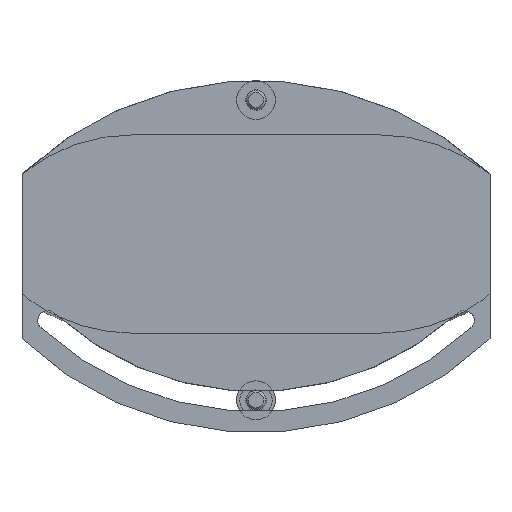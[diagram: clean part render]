
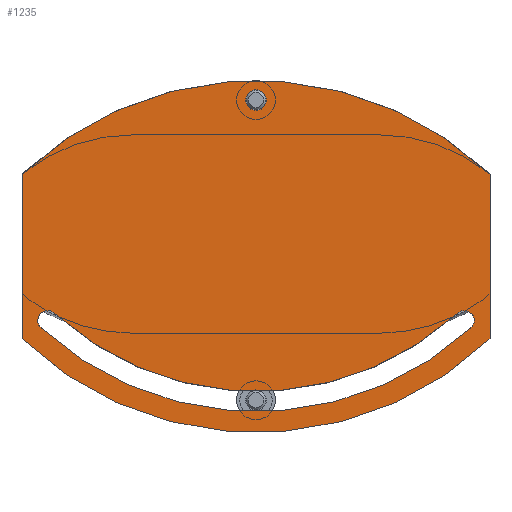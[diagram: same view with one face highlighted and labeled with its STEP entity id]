
A CAD part, top view. The second image highlights one B-rep face of the part: STEP entity #1235.
In plain terms, the highlighted planar face has unit normal (0, 0, 1).
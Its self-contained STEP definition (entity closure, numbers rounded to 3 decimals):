
#77 = AXIS2_PLACEMENT_3D ( 'NONE', #2404, #2631, #1085 ) ;
#87 = CARTESIAN_POINT ( 'NONE',  ( 72.5, 18.5, 250.5 ) ) ;
#146 = EDGE_LOOP ( 'NONE', ( #689, #1181 ) ) ;
#147 = VERTEX_POINT ( 'NONE', #2089 ) ;
#153 = ORIENTED_EDGE ( 'NONE', *, *, #2091, .T. ) ;
#155 = CARTESIAN_POINT ( 'NONE',  ( 0., 43.625, 250.5 ) ) ;
#164 = EDGE_CURVE ( 'NONE', #2187, #2500, #2480, .T. ) ;
#221 = CIRCLE ( 'NONE', #2330, 92.425 ) ;
#313 = AXIS2_PLACEMENT_3D ( 'NONE', #2163, #421, #1716 ) ;
#318 = VERTEX_POINT ( 'NONE', #1204 ) ;
#333 = CIRCLE ( 'NONE', #313, 3.1 ) ;
#342 = CARTESIAN_POINT ( 'NONE',  ( -3.1, 41.5, 250.5 ) ) ;
#397 = DIRECTION ( 'NONE',  ( -1., 0., 0. ) ) ;
#421 = DIRECTION ( 'NONE',  ( 0., 0., -1. ) ) ;
#431 = EDGE_LOOP ( 'NONE', ( #2704, #2569, #2157, #2384, #2204 ) ) ;
#496 = DIRECTION ( 'NONE',  ( 0., 0., 1. ) ) ;
#525 = ORIENTED_EDGE ( 'NONE', *, *, #1367, .F. ) ;
#561 = VERTEX_POINT ( 'NONE', #2349 ) ;
#689 = ORIENTED_EDGE ( 'NONE', *, *, #2110, .T. ) ;
#735 = CIRCLE ( 'NONE', #1576, 105.125 ) ;
#772 = EDGE_CURVE ( 'NONE', #2570, #954, #735, .T. ) ;
#781 = AXIS2_PLACEMENT_3D ( 'NONE', #1766, #2243, #2214 ) ;
#783 = VERTEX_POINT ( 'NONE', #812 ) ;
#785 = CIRCLE ( 'NONE', #1101, 3.1 ) ;
#789 = DIRECTION ( 'NONE',  ( 0., 0., -1. ) ) ;
#802 = DIRECTION ( 'NONE',  ( 0., 0., -1. ) ) ;
#812 = CARTESIAN_POINT ( 'NONE',  ( 66.593, -29.123, 250.5 ) ) ;
#829 = VECTOR ( 'NONE', #1435, 1000. ) ;
#943 = CARTESIAN_POINT ( 'NONE',  ( 3.1, 41.5, 250.5 ) ) ;
#954 = VERTEX_POINT ( 'NONE', #87 ) ;
#978 = DIRECTION ( 'NONE',  ( 0., 0., -1. ) ) ;
#1016 = EDGE_CURVE ( 'NONE', #2035, #1087, #221, .T. ) ;
#1085 = DIRECTION ( 'NONE',  ( 1., 0., 0. ) ) ;
#1087 = VERTEX_POINT ( 'NONE', #2601 ) ;
#1096 = FACE_OUTER_BOUND ( 'NONE', #2224, .T. ) ;
#1101 = AXIS2_PLACEMENT_3D ( 'NONE', #1590, #978, #1615 ) ;
#1106 = DIRECTION ( 'NONE',  ( 0., -1., 0. ) ) ;
#1181 = ORIENTED_EDGE ( 'NONE', *, *, #164, .T. ) ;
#1204 = CARTESIAN_POINT ( 'NONE',  ( 67.6, -26.836, 250.5 ) ) ;
#1235 = ADVANCED_FACE ( 'NONE', ( #1572, #1773, #1096 ), #1525, .T. ) ;
#1305 = AXIS2_PLACEMENT_3D ( 'NONE', #1844, #789, #2095 ) ;
#1362 = CIRCLE ( 'NONE', #781, 3.1 ) ;
#1367 = EDGE_CURVE ( 'NONE', #561, #2570, #2564, .T. ) ;
#1431 = ORIENTED_EDGE ( 'NONE', *, *, #772, .F. ) ;
#1435 = DIRECTION ( 'NONE',  ( 0., 1., 0. ) ) ;
#1464 = AXIS2_PLACEMENT_3D ( 'NONE', #2129, #2566, #397 ) ;
#1512 = ORIENTED_EDGE ( 'NONE', *, *, #1665, .F. ) ;
#1525 = PLANE ( 'NONE',  #77 ) ;
#1572 = FACE_BOUND ( 'NONE', #146, .T. ) ;
#1576 = AXIS2_PLACEMENT_3D ( 'NONE', #1846, #802, #1880 ) ;
#1589 = AXIS2_PLACEMENT_3D ( 'NONE', #2584, #1690, #2561 ) ;
#1590 = CARTESIAN_POINT ( 'NONE',  ( -64.5, -26.836, 250.5 ) ) ;
#1615 = DIRECTION ( 'NONE',  ( 1., 0., 0. ) ) ;
#1665 = EDGE_CURVE ( 'NONE', #954, #147, #2009, .T. ) ;
#1668 = DIRECTION ( 'NONE',  ( 1., 0., 0. ) ) ;
#1690 = DIRECTION ( 'NONE',  ( 0., 0., -1. ) ) ;
#1709 = VERTEX_POINT ( 'NONE', #2203 ) ;
#1716 = DIRECTION ( 'NONE',  ( 1., 0., 0. ) ) ;
#1766 = CARTESIAN_POINT ( 'NONE',  ( 0., 41.5, 250.5 ) ) ;
#1773 = FACE_BOUND ( 'NONE', #431, .T. ) ;
#1828 = CIRCLE ( 'NONE', #2084, 105.125 ) ;
#1844 = CARTESIAN_POINT ( 'NONE',  ( 0., 43.625, 250.5 ) ) ;
#1846 = CARTESIAN_POINT ( 'NONE',  ( 0., -57.625, 250.5 ) ) ;
#1859 = DIRECTION ( 'NONE',  ( 0., 0., 1. ) ) ;
#1880 = DIRECTION ( 'NONE',  ( 1., 0., 0. ) ) ;
#1993 = DIRECTION ( 'NONE',  ( 1., 0., 0. ) ) ;
#2009 = LINE ( 'NONE', #2425, #2326 ) ;
#2035 = VERTEX_POINT ( 'NONE', #2383 ) ;
#2037 = CIRCLE ( 'NONE', #1305, 98.625 ) ;
#2053 = EDGE_CURVE ( 'NONE', #318, #783, #333, .T. ) ;
#2084 = AXIS2_PLACEMENT_3D ( 'NONE', #2455, #496, #1993 ) ;
#2089 = CARTESIAN_POINT ( 'NONE',  ( 72.5, -32.5, 250.5 ) ) ;
#2091 = EDGE_CURVE ( 'NONE', #561, #147, #1828, .T. ) ;
#2095 = DIRECTION ( 'NONE',  ( 1., 0., 0. ) ) ;
#2110 = EDGE_CURVE ( 'NONE', #2500, #2187, #1362, .T. ) ;
#2129 = CARTESIAN_POINT ( 'NONE',  ( 0., 41.5, 250.5 ) ) ;
#2157 = ORIENTED_EDGE ( 'NONE', *, *, #2385, .T. ) ;
#2163 = CARTESIAN_POINT ( 'NONE',  ( 64.5, -26.836, 250.5 ) ) ;
#2187 = VERTEX_POINT ( 'NONE', #943 ) ;
#2203 = CARTESIAN_POINT ( 'NONE',  ( -66.593, -29.123, 250.5 ) ) ;
#2204 = ORIENTED_EDGE ( 'NONE', *, *, #1016, .T. ) ;
#2214 = DIRECTION ( 'NONE',  ( -1., 0., 0. ) ) ;
#2224 = EDGE_LOOP ( 'NONE', ( #153, #1512, #1431, #525 ) ) ;
#2243 = DIRECTION ( 'NONE',  ( 0., 0., -1. ) ) ;
#2248 = CARTESIAN_POINT ( 'NONE',  ( -72.5, 0., 250.5 ) ) ;
#2252 = EDGE_CURVE ( 'NONE', #1709, #2035, #785, .T. ) ;
#2326 = VECTOR ( 'NONE', #1106, 1000. ) ;
#2330 = AXIS2_PLACEMENT_3D ( 'NONE', #155, #1859, #1668 ) ;
#2343 = CARTESIAN_POINT ( 'NONE',  ( -72.5, 18.5, 250.5 ) ) ;
#2349 = CARTESIAN_POINT ( 'NONE',  ( -72.5, -32.5, 250.5 ) ) ;
#2383 = CARTESIAN_POINT ( 'NONE',  ( -62.407, -24.55, 250.5 ) ) ;
#2384 = ORIENTED_EDGE ( 'NONE', *, *, #2252, .T. ) ;
#2385 = EDGE_CURVE ( 'NONE', #783, #1709, #2037, .T. ) ;
#2394 = CIRCLE ( 'NONE', #1589, 3.1 ) ;
#2404 = CARTESIAN_POINT ( 'NONE',  ( 0., -7., 250.5 ) ) ;
#2425 = CARTESIAN_POINT ( 'NONE',  ( 72.5, 0., 250.5 ) ) ;
#2455 = CARTESIAN_POINT ( 'NONE',  ( 0., 43.625, 250.5 ) ) ;
#2480 = CIRCLE ( 'NONE', #1464, 3.1 ) ;
#2481 = EDGE_CURVE ( 'NONE', #1087, #318, #2394, .T. ) ;
#2500 = VERTEX_POINT ( 'NONE', #342 ) ;
#2561 = DIRECTION ( 'NONE',  ( 1., 0., 0. ) ) ;
#2564 = LINE ( 'NONE', #2248, #829 ) ;
#2566 = DIRECTION ( 'NONE',  ( 0., 0., -1. ) ) ;
#2569 = ORIENTED_EDGE ( 'NONE', *, *, #2053, .T. ) ;
#2570 = VERTEX_POINT ( 'NONE', #2343 ) ;
#2584 = CARTESIAN_POINT ( 'NONE',  ( 64.5, -26.836, 250.5 ) ) ;
#2601 = CARTESIAN_POINT ( 'NONE',  ( 62.407, -24.55, 250.5 ) ) ;
#2631 = DIRECTION ( 'NONE',  ( 0., 0., 1. ) ) ;
#2704 = ORIENTED_EDGE ( 'NONE', *, *, #2481, .T. ) ;
